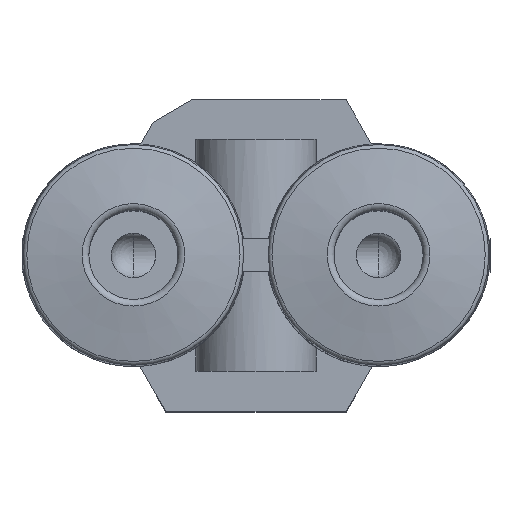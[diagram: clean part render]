
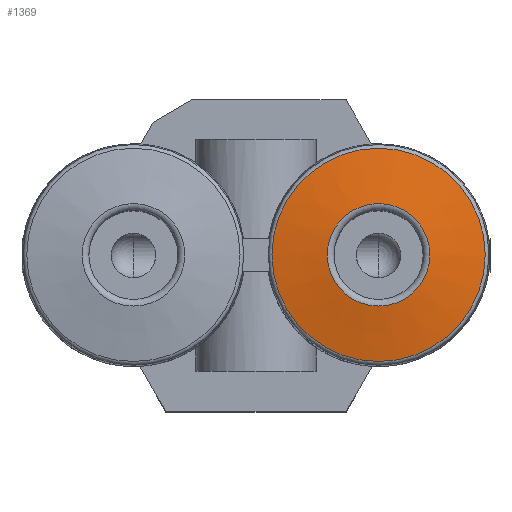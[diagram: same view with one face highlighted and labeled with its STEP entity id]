
A CAD part, top view. The second image highlights one B-rep face of the part: STEP entity #1369.
In plain terms, the highlighted conical face has half-angle 80 degrees and reference radius 4.785 mm.
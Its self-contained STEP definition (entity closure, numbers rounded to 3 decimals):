
#71=CONICAL_SURFACE('',#1532,4.785,1.396);
#393=ORIENTED_EDGE('',*,*,#714,.F.);
#394=ORIENTED_EDGE('',*,*,#713,.T.);
#713=EDGE_CURVE('',#878,#878,#978,.T.);
#714=EDGE_CURVE('',#879,#879,#979,.T.);
#878=VERTEX_POINT('',#2432);
#879=VERTEX_POINT('',#2435);
#978=CIRCLE('',#1531,4.785);
#979=CIRCLE('',#1533,2.3);
#1070=EDGE_LOOP('',(#393));
#1071=EDGE_LOOP('',(#394));
#1215=FACE_BOUND('',#1070,.T.);
#1216=FACE_BOUND('',#1071,.T.);
#1369=ADVANCED_FACE('',(#1215,#1216),#71,.T.);
#1531=AXIS2_PLACEMENT_3D('',#2431,#1822,#1823);
#1532=AXIS2_PLACEMENT_3D('',#2433,#1824,#1825);
#1533=AXIS2_PLACEMENT_3D('',#2434,#1826,#1827);
#1822=DIRECTION('',(0.,0.,1.));
#1823=DIRECTION('',(1.,0.,0.));
#1824=DIRECTION('',(0.,0.,-1.));
#1825=DIRECTION('',(-1.,0.,0.));
#1826=DIRECTION('',(0.,0.,1.));
#1827=DIRECTION('',(1.,0.,0.));
#2431=CARTESIAN_POINT('',(5.5,0.,13.762));
#2432=CARTESIAN_POINT('',(10.285,0.,13.762));
#2433=CARTESIAN_POINT('',(5.5,0.,13.762));
#2434=CARTESIAN_POINT('',(5.5,0.,14.2));
#2435=CARTESIAN_POINT('',(7.8,0.,14.2));
